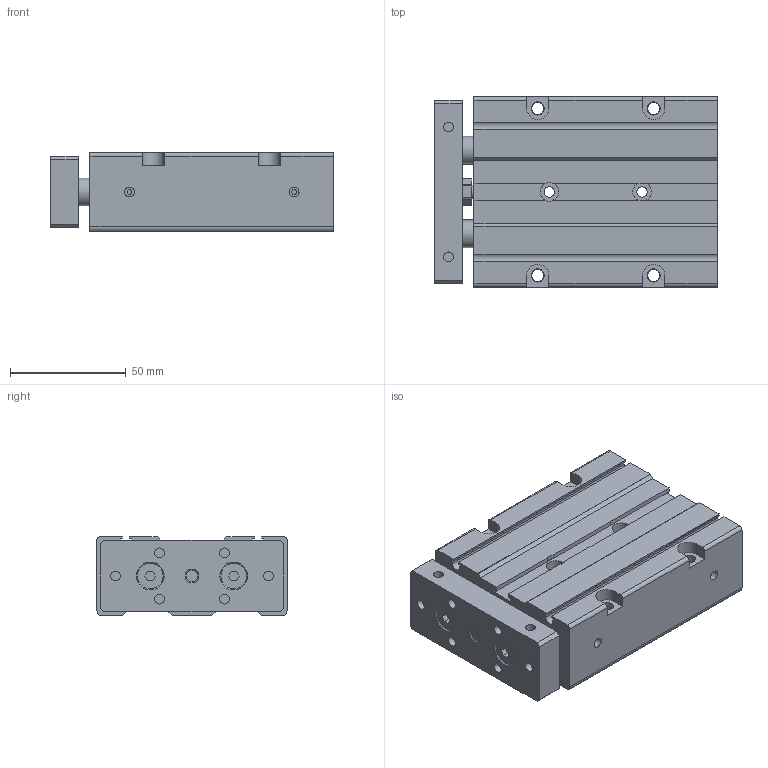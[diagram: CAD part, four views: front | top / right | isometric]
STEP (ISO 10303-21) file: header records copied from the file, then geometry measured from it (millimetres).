
FILE_DESCRIPTION((''),'2;1');
FILE_NAME('DPCO25X50.STEP','2012-11-29T09:09:33',('Administrator'),(''),'CADlook_v9.0','Cimatron E 8.0','');
FILE_SCHEMA(('AUTOMOTIVE_DESIGN { 1 2 10303 214 0 1 1 1 }'));
Length unit declared in the file: millimetre
Bounding box: 122 x 82 x 34 mm (x, y, z)
Volume: 284547.3 mm3; surface area: 57741.7 mm2
Topology: 2 solids, 2 shells, 191 faces, 491 edges, 334 vertices
Faces by surface type: plane 120, cylinder 68, cone 3
Full cylindrical faces by diameter (mm): 2 x2, 4.2 x12, 4.3 x2, 4.5 x2, 5.2 x4, 5.7 x4, 6 x2, 8 x4, 12 x4, 23 x2
Entity records: 7273 total; most frequent: DIRECTION 996, CARTESIAN_POINT 976, ORIENTED_EDGE 900, EDGE_CURVE 450, AXIS2_PLACEMENT_3D 354, VERTEX_POINT 334, EDGE_LOOP 290, VECTOR 288
